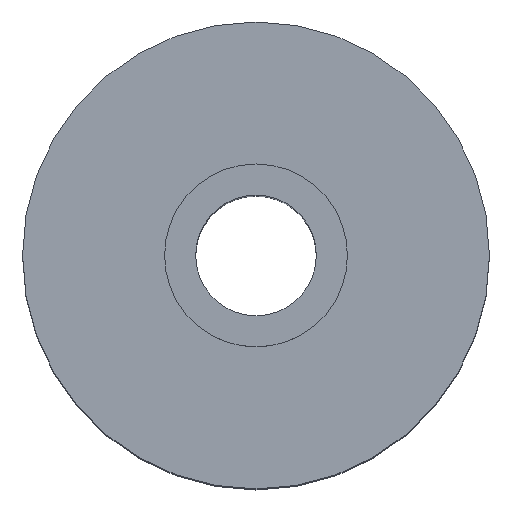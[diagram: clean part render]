
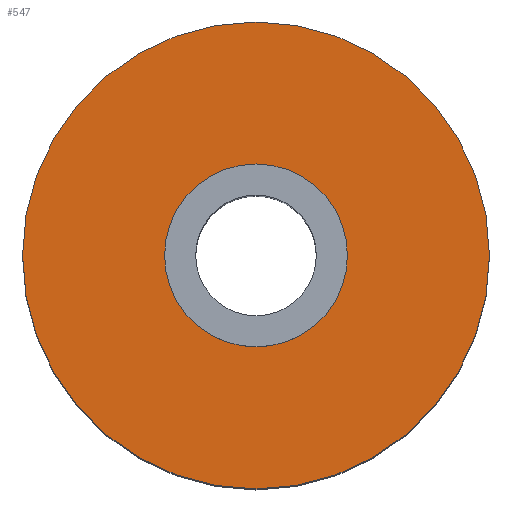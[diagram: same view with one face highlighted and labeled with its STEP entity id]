
A CAD part, top view. The second image highlights one B-rep face of the part: STEP entity #547.
In plain terms, the highlighted planar face has unit normal (0, 0, 1).
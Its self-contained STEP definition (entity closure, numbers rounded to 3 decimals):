
#5 = ORIENTED_EDGE ( 'NONE', *, *, #2349, .T. ) ;
#88 = CARTESIAN_POINT ( 'NONE',  ( -30., 0., 38. ) ) ;
#227 = AXIS2_PLACEMENT_3D ( 'NONE', #1752, #2157, #1129 ) ;
#327 = FACE_OUTER_BOUND ( 'NONE', #368, .T. ) ;
#344 = EDGE_CURVE ( 'NONE', #2251, #2127, #898, .T. ) ;
#368 = EDGE_LOOP ( 'NONE', ( #5, #932 ) ) ;
#443 = DIRECTION ( 'NONE',  ( 0., 0., -1. ) ) ;
#547 = ADVANCED_FACE ( 'NONE', ( #565, #327 ), #1318, .F. ) ;
#565 = FACE_BOUND ( 'NONE', #2400, .T. ) ;
#588 = CIRCLE ( 'NONE', #2052, 30. ) ;
#724 = ORIENTED_EDGE ( 'NONE', *, *, #2507, .T. ) ;
#804 = EDGE_CURVE ( 'NONE', #1056, #815, #2493, .T. ) ;
#815 = VERTEX_POINT ( 'NONE', #2541 ) ;
#879 = DIRECTION ( 'NONE',  ( 0., 0., -1. ) ) ;
#898 = CIRCLE ( 'NONE', #227, 30. ) ;
#932 = ORIENTED_EDGE ( 'NONE', *, *, #344, .T. ) ;
#950 = DIRECTION ( 'NONE',  ( 0., 0., 1. ) ) ;
#973 = CARTESIAN_POINT ( 'NONE',  ( 0., 0., 38. ) ) ;
#990 = CARTESIAN_POINT ( 'NONE',  ( -11.75, 0., 38. ) ) ;
#1056 = VERTEX_POINT ( 'NONE', #990 ) ;
#1111 = DIRECTION ( 'NONE',  ( -1., 0., 0. ) ) ;
#1123 = DIRECTION ( 'NONE',  ( 0., 0., -1. ) ) ;
#1129 = DIRECTION ( 'NONE',  ( 1., 0., 0. ) ) ;
#1134 = CARTESIAN_POINT ( 'NONE',  ( 0., 30., 38. ) ) ;
#1318 = PLANE ( 'NONE',  #1351 ) ;
#1319 = ORIENTED_EDGE ( 'NONE', *, *, #804, .T. ) ;
#1351 = AXIS2_PLACEMENT_3D ( 'NONE', #1134, #1123, #1111 ) ;
#1430 = AXIS2_PLACEMENT_3D ( 'NONE', #1448, #443, #1705 ) ;
#1448 = CARTESIAN_POINT ( 'NONE',  ( 0., 0., 38. ) ) ;
#1536 = AXIS2_PLACEMENT_3D ( 'NONE', #2283, #879, #1689 ) ;
#1689 = DIRECTION ( 'NONE',  ( -1., 0., 0. ) ) ;
#1705 = DIRECTION ( 'NONE',  ( -1., 0., 0. ) ) ;
#1752 = CARTESIAN_POINT ( 'NONE',  ( 0., 0., 38. ) ) ;
#1776 = DIRECTION ( 'NONE',  ( 1., 0., 0. ) ) ;
#2052 = AXIS2_PLACEMENT_3D ( 'NONE', #973, #950, #1776 ) ;
#2127 = VERTEX_POINT ( 'NONE', #2500 ) ;
#2157 = DIRECTION ( 'NONE',  ( 0., 0., 1. ) ) ;
#2176 = CIRCLE ( 'NONE', #1430, 11.75 ) ;
#2251 = VERTEX_POINT ( 'NONE', #88 ) ;
#2283 = CARTESIAN_POINT ( 'NONE',  ( 0., 0., 38. ) ) ;
#2349 = EDGE_CURVE ( 'NONE', #2127, #2251, #588, .T. ) ;
#2400 = EDGE_LOOP ( 'NONE', ( #724, #1319 ) ) ;
#2493 = CIRCLE ( 'NONE', #1536, 11.75 ) ;
#2500 = CARTESIAN_POINT ( 'NONE',  ( 30., 0., 38. ) ) ;
#2507 = EDGE_CURVE ( 'NONE', #815, #1056, #2176, .T. ) ;
#2541 = CARTESIAN_POINT ( 'NONE',  ( 11.75, 0., 38. ) ) ;
